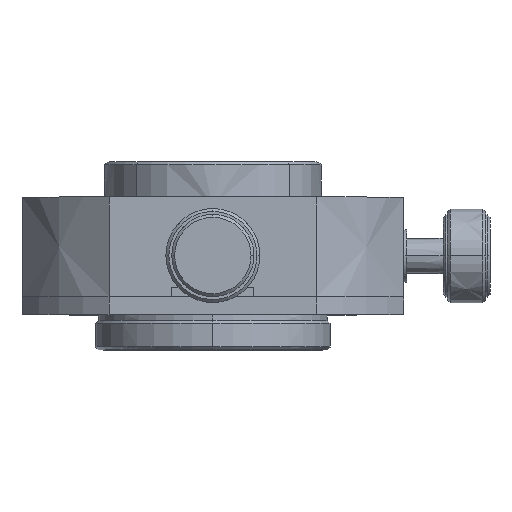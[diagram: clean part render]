
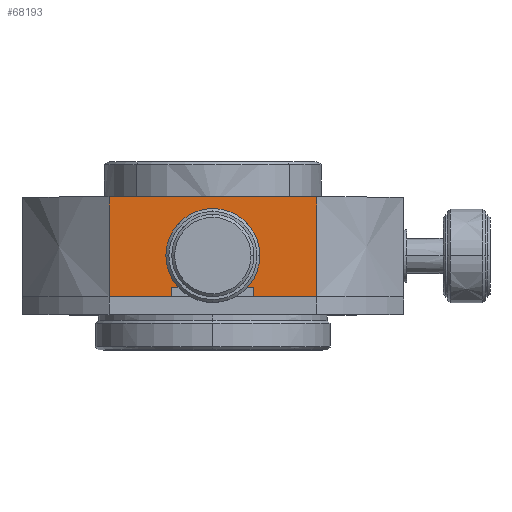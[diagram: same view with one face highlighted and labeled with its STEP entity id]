
A CAD part, top view. The second image highlights one B-rep face of the part: STEP entity #68193.
In plain terms, the highlighted free-form (B-spline) face has degree [1, 1] with [2, 2] control points.
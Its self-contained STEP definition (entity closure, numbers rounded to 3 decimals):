
#35 = CARTESIAN_POINT ( 'NONE',  ( 7., -15.4, 32.5 ) ) ;
#707 = DIRECTION ( 'NONE',  ( 1., 0., 0. ) ) ;
#1053 = ORIENTED_EDGE ( 'NONE', *, *, #24255, .F. ) ;
#1747 = ORIENTED_EDGE ( 'NONE', *, *, #85294, .F. ) ;
#3198 = ORIENTED_EDGE ( 'NONE', *, *, #39873, .F. ) ;
#4060 = DIRECTION ( 'NONE',  ( 0., -1., 0. ) ) ;
#4148 = DIRECTION ( 'NONE',  ( 0., 0., 1. ) ) ;
#5964 = CIRCLE ( 'NONE', #6788, 4. ) ;
#6788 = AXIS2_PLACEMENT_3D ( 'NONE', #88336, #65794, #35327 ) ;
#7909 = EDGE_CURVE ( 'NONE', #21009, #76875, #117640, .T. ) ;
#9425 = VERTEX_POINT ( 'NONE', #87425 ) ;
#13746 = CARTESIAN_POINT ( 'NONE',  ( 0., -6., 32.5 ) ) ;
#14170 = CARTESIAN_POINT ( 'NONE',  ( 0., -10., 32.5 ) ) ;
#16342 = CARTESIAN_POINT ( 'NONE',  ( 17.685, -17., 32.5 ) ) ;
#17045 = DIRECTION ( 'NONE',  ( -1., 0., 0. ) ) ;
#20868 = ORIENTED_EDGE ( 'NONE', *, *, #54837, .F. ) ;
#21009 = VERTEX_POINT ( 'NONE', #98201 ) ;
#21802 = CARTESIAN_POINT ( 'NONE',  ( 0., -14., 32.5 ) ) ;
#22622 = EDGE_CURVE ( 'NONE', #80008, #38542, #89902, .T. ) ;
#22905 = CIRCLE ( 'NONE', #69945, 4. ) ;
#24255 = EDGE_CURVE ( 'NONE', #9425, #76875, #5964, .T. ) ;
#27925 = LINE ( 'NONE', #38292, #76618 ) ;
#30958 = LINE ( 'NONE', #111282, #91372 ) ;
#31641 = CARTESIAN_POINT ( 'NONE',  ( 7., -15.4, 32.5 ) ) ;
#32726 = VECTOR ( 'NONE', #17045, 1000. ) ;
#35248 = VERTEX_POINT ( 'NONE', #123142 ) ;
#35327 = DIRECTION ( 'NONE',  ( 1., 0., 0. ) ) ;
#35438 = CARTESIAN_POINT ( 'NONE',  ( -17.685, -17., 32.5 ) ) ;
#35470 = DIRECTION ( 'NONE',  ( 1., 0., 0. ) ) ;
#35744 = DIRECTION ( 'NONE',  ( 0., 0., 1. ) ) ;
#36109 = DIRECTION ( 'NONE',  ( 0., 0., -1. ) ) ;
#38292 = CARTESIAN_POINT ( 'NONE',  ( 17.685, -17., 32.5 ) ) ;
#38542 = VERTEX_POINT ( 'NONE', #69419 ) ;
#39873 = EDGE_CURVE ( 'NONE', #49310, #47997, #95302, .T. ) ;
#41682 = EDGE_CURVE ( 'NONE', #35248, #47997, #27925, .T. ) ;
#44607 = ORIENTED_EDGE ( 'NONE', *, *, #7909, .T. ) ;
#47685 = CARTESIAN_POINT ( 'NONE',  ( -17.685, -17., 32.5 ) ) ;
#47978 = VECTOR ( 'NONE', #87399, 1000. ) ;
#47997 = VERTEX_POINT ( 'NONE', #128286 ) ;
#49092 = DIRECTION ( 'NONE',  ( 0., 1., 0. ) ) ;
#49310 = VERTEX_POINT ( 'NONE', #65845 ) ;
#51974 = EDGE_CURVE ( 'NONE', #80008, #93076, #122860, .T. ) ;
#54837 = EDGE_CURVE ( 'NONE', #60766, #49310, #133532, .T. ) ;
#55753 = VECTOR ( 'NONE', #117844, 1000. ) ;
#57754 = DIRECTION ( 'NONE',  ( 1., 0., 0. ) ) ;
#59407 = ORIENTED_EDGE ( 'NONE', *, *, #41682, .T. ) ;
#60766 = VERTEX_POINT ( 'NONE', #35438 ) ;
#63515 = EDGE_CURVE ( 'NONE', #122507, #9425, #125334, .T. ) ;
#64659 = EDGE_CURVE ( 'NONE', #21009, #122507, #22905, .T. ) ;
#65528 = ORIENTED_EDGE ( 'NONE', *, *, #22622, .F. ) ;
#65794 = DIRECTION ( 'NONE',  ( 0., 0., 1. ) ) ;
#65845 = CARTESIAN_POINT ( 'NONE',  ( -17.685, 0., 32.5 ) ) ;
#66699 = CARTESIAN_POINT ( 'NONE',  ( -17.685, -17., 32.5 ) ) ;
#68193 = ADVANCED_FACE ( 'NONE', ( #72202, #100724 ), #76333, .T. ) ;
#69419 = CARTESIAN_POINT ( 'NONE',  ( -7., -15.4, 32.5 ) ) ;
#69716 = ORIENTED_EDGE ( 'NONE', *, *, #64659, .F. ) ;
#69945 = AXIS2_PLACEMENT_3D ( 'NONE', #99214, #4148, #35470 ) ;
#72202 = FACE_OUTER_BOUND ( 'NONE', #96508, .T. ) ;
#75059 = VECTOR ( 'NONE', #707, 1000. ) ;
#75574 = CARTESIAN_POINT ( 'NONE',  ( -17.685, 0., 32.5 ) ) ;
#75966 = LINE ( 'NONE', #124594, #80969 ) ;
#76333 = B_SPLINE_SURFACE_WITH_KNOTS ( 'NONE', 1, 1, ( 
 ( #47685, #122653 ),
 ( #16342, #111889 ) ),
 .UNSPECIFIED., .F., .F., .F.,
 ( 2, 2 ),
 ( 2, 2 ),
 ( 0., 1. ),
 ( 0., 1. ),
 .UNSPECIFIED. ) ;
#76618 = VECTOR ( 'NONE', #49092, 1000. ) ;
#76875 = VERTEX_POINT ( 'NONE', #21802 ) ;
#80008 = VERTEX_POINT ( 'NONE', #35 ) ;
#80969 = VECTOR ( 'NONE', #82436, 1000. ) ;
#82287 = ORIENTED_EDGE ( 'NONE', *, *, #63515, .F. ) ;
#82436 = DIRECTION ( 'NONE',  ( 1., 0., 0. ) ) ;
#85294 = EDGE_CURVE ( 'NONE', #35248, #93076, #114851, .T. ) ;
#86914 = EDGE_CURVE ( 'NONE', #38542, #126695, #30958, .T. ) ;
#87399 = DIRECTION ( 'NONE',  ( 0., 1., 0. ) ) ;
#87425 = CARTESIAN_POINT ( 'NONE',  ( -4., -10., 32.5 ) ) ;
#88336 = CARTESIAN_POINT ( 'NONE',  ( 0., -10., 32.5 ) ) ;
#89210 = CARTESIAN_POINT ( 'NONE',  ( 0., -10., 32.5 ) ) ;
#89902 = LINE ( 'NONE', #91923, #130067 ) ;
#91372 = VECTOR ( 'NONE', #4060, 1000. ) ;
#91923 = CARTESIAN_POINT ( 'NONE',  ( 7., -15.4, 32.5 ) ) ;
#93076 = VERTEX_POINT ( 'NONE', #104516 ) ;
#95302 = LINE ( 'NONE', #75574, #75059 ) ;
#96298 = EDGE_LOOP ( 'NONE', ( #69716, #44607, #1053, #82287 ) ) ;
#96508 = EDGE_LOOP ( 'NONE', ( #3198, #20868, #102648, #131382, #65528, #115537, #1747, #59407 ) ) ;
#98201 = CARTESIAN_POINT ( 'NONE',  ( 4., -10., 32.5 ) ) ;
#99214 = CARTESIAN_POINT ( 'NONE',  ( 0., -10., 32.5 ) ) ;
#100724 = FACE_BOUND ( 'NONE', #96298, .T. ) ;
#100811 = DIRECTION ( 'NONE',  ( -1., 0., 0. ) ) ;
#102648 = ORIENTED_EDGE ( 'NONE', *, *, #128550, .T. ) ;
#104516 = CARTESIAN_POINT ( 'NONE',  ( 7., -17., 32.5 ) ) ;
#106694 = AXIS2_PLACEMENT_3D ( 'NONE', #89210, #35744, #57754 ) ;
#111071 = DIRECTION ( 'NONE',  ( 1., 0., 0. ) ) ;
#111282 = CARTESIAN_POINT ( 'NONE',  ( -7., -15.4, 32.5 ) ) ;
#111889 = CARTESIAN_POINT ( 'NONE',  ( 17.685, 0., 32.5 ) ) ;
#114851 = LINE ( 'NONE', #118181, #32726 ) ;
#115537 = ORIENTED_EDGE ( 'NONE', *, *, #51974, .T. ) ;
#117640 = CIRCLE ( 'NONE', #136292, 4. ) ;
#117844 = DIRECTION ( 'NONE',  ( 0., -1., 0. ) ) ;
#118181 = CARTESIAN_POINT ( 'NONE',  ( 17.685, -17., 32.5 ) ) ;
#122507 = VERTEX_POINT ( 'NONE', #13746 ) ;
#122653 = CARTESIAN_POINT ( 'NONE',  ( -17.685, 0., 32.5 ) ) ;
#122860 = LINE ( 'NONE', #31641, #55753 ) ;
#123142 = CARTESIAN_POINT ( 'NONE',  ( 17.685, -17., 32.5 ) ) ;
#124594 = CARTESIAN_POINT ( 'NONE',  ( -17.685, -17., 32.5 ) ) ;
#125334 = CIRCLE ( 'NONE', #106694, 4. ) ;
#126083 = CARTESIAN_POINT ( 'NONE',  ( -7., -17., 32.5 ) ) ;
#126695 = VERTEX_POINT ( 'NONE', #126083 ) ;
#128286 = CARTESIAN_POINT ( 'NONE',  ( 17.685, 0., 32.5 ) ) ;
#128550 = EDGE_CURVE ( 'NONE', #60766, #126695, #75966, .T. ) ;
#130067 = VECTOR ( 'NONE', #100811, 1000. ) ;
#131382 = ORIENTED_EDGE ( 'NONE', *, *, #86914, .F. ) ;
#133532 = LINE ( 'NONE', #66699, #47978 ) ;
#136292 = AXIS2_PLACEMENT_3D ( 'NONE', #14170, #36109, #111071 ) ;
